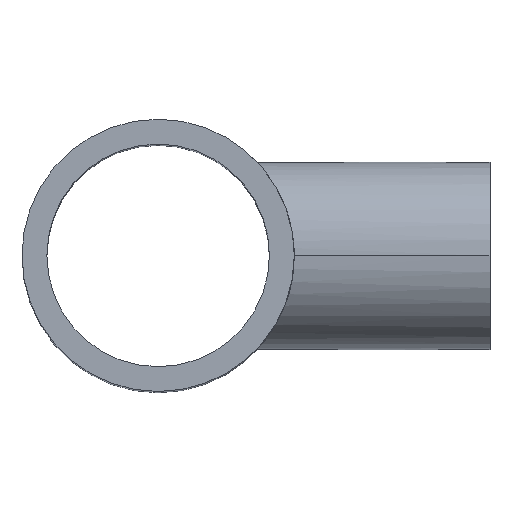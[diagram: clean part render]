
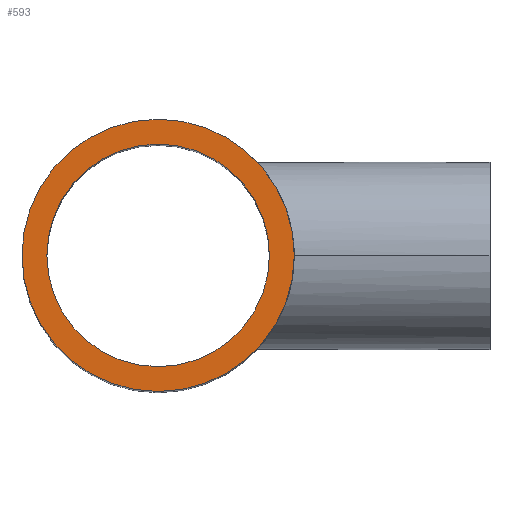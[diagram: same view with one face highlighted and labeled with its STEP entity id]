
A CAD part, top view. The second image highlights one B-rep face of the part: STEP entity #593.
In plain terms, the highlighted planar face has unit normal (0, 0, 1).
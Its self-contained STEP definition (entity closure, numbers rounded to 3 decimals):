
#54 = DIRECTION ( 'NONE',  ( 0., 0., 1. ) ) ;
#84 = VERTEX_POINT ( 'NONE', #619 ) ;
#85 = EDGE_CURVE ( 'NONE', #84, #467, #432, .T. ) ;
#100 = ORIENTED_EDGE ( 'NONE', *, *, #85, .T. ) ;
#141 = FACE_OUTER_BOUND ( 'NONE', #256, .T. ) ;
#142 = CARTESIAN_POINT ( 'NONE',  ( -65.4, 0., 208.5 ) ) ;
#147 = AXIS2_PLACEMENT_3D ( 'NONE', #459, #187, #406 ) ;
#187 = DIRECTION ( 'NONE',  ( 0., 0., 1. ) ) ;
#190 = EDGE_LOOP ( 'NONE', ( #364, #253 ) ) ;
#198 = EDGE_CURVE ( 'NONE', #467, #84, #314, .T. ) ;
#206 = DIRECTION ( 'NONE',  ( 1., 0., 0. ) ) ;
#229 = AXIS2_PLACEMENT_3D ( 'NONE', #288, #337, #239 ) ;
#239 = DIRECTION ( 'NONE',  ( 1., 0., 0. ) ) ;
#253 = ORIENTED_EDGE ( 'NONE', *, *, #697, .F. ) ;
#256 = EDGE_LOOP ( 'NONE', ( #100, #400 ) ) ;
#257 = CARTESIAN_POINT ( 'NONE',  ( 0., 0., 208.5 ) ) ;
#258 = CIRCLE ( 'NONE', #433, 65.4 ) ;
#273 = AXIS2_PLACEMENT_3D ( 'NONE', #257, #54, #643 ) ;
#288 = CARTESIAN_POINT ( 'NONE',  ( 0., 0., 208.5 ) ) ;
#314 = CIRCLE ( 'NONE', #693, 80. ) ;
#337 = DIRECTION ( 'NONE',  ( 0., 0., 1. ) ) ;
#340 = DIRECTION ( 'NONE',  ( 0., 0., 1. ) ) ;
#361 = CIRCLE ( 'NONE', #273, 65.4 ) ;
#364 = ORIENTED_EDGE ( 'NONE', *, *, #478, .F. ) ;
#398 = CARTESIAN_POINT ( 'NONE',  ( 0., 0., 208.5 ) ) ;
#400 = ORIENTED_EDGE ( 'NONE', *, *, #198, .T. ) ;
#406 = DIRECTION ( 'NONE',  ( 1., 0., 0. ) ) ;
#422 = CARTESIAN_POINT ( 'NONE',  ( 0., 0., 208.5 ) ) ;
#432 = CIRCLE ( 'NONE', #229, 80. ) ;
#433 = AXIS2_PLACEMENT_3D ( 'NONE', #422, #587, #206 ) ;
#454 = DIRECTION ( 'NONE',  ( 1., 0., 0. ) ) ;
#459 = CARTESIAN_POINT ( 'NONE',  ( 0., 0., 208.5 ) ) ;
#462 = PLANE ( 'NONE',  #147 ) ;
#467 = VERTEX_POINT ( 'NONE', #540 ) ;
#478 = EDGE_CURVE ( 'NONE', #626, #618, #361, .T. ) ;
#540 = CARTESIAN_POINT ( 'NONE',  ( 80., 0., 208.5 ) ) ;
#576 = CARTESIAN_POINT ( 'NONE',  ( 65.4, 0., 208.5 ) ) ;
#587 = DIRECTION ( 'NONE',  ( 0., 0., 1. ) ) ;
#593 = ADVANCED_FACE ( 'NONE', ( #141, #631 ), #462, .T. ) ;
#618 = VERTEX_POINT ( 'NONE', #576 ) ;
#619 = CARTESIAN_POINT ( 'NONE',  ( -80., 0., 208.5 ) ) ;
#626 = VERTEX_POINT ( 'NONE', #142 ) ;
#631 = FACE_BOUND ( 'NONE', #190, .T. ) ;
#643 = DIRECTION ( 'NONE',  ( 1., 0., 0. ) ) ;
#693 = AXIS2_PLACEMENT_3D ( 'NONE', #398, #340, #454 ) ;
#697 = EDGE_CURVE ( 'NONE', #618, #626, #258, .T. ) ;
